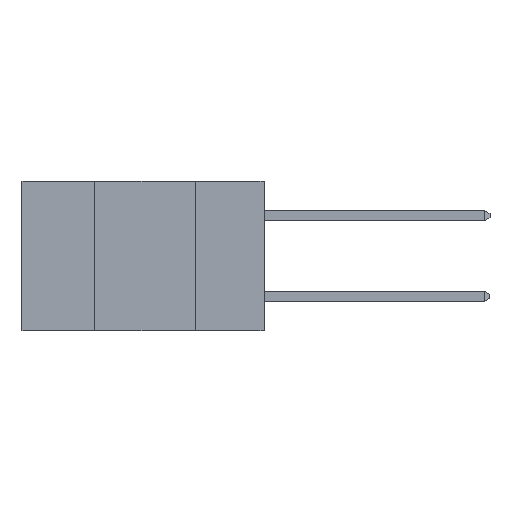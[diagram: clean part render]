
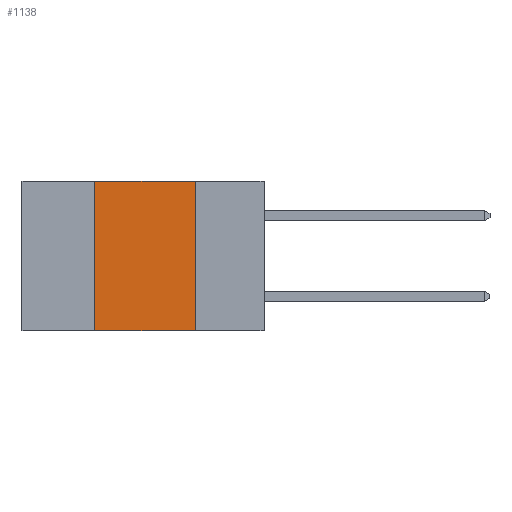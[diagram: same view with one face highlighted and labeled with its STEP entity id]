
A CAD part, left-side view. The second image highlights one B-rep face of the part: STEP entity #1138.
In plain terms, the highlighted planar face has unit normal (-1, 0, 0).
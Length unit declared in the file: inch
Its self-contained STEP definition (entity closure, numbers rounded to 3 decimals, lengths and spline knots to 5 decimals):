
#170 = CARTESIAN_POINT ( 'NONE',  ( 0., 0.6, -0.37 ) ) ;
#496 = LINE ( 'NONE', #8874, #3582 ) ;
#652 = VECTOR ( 'NONE', #6314, 39.37008 ) ;
#702 = CARTESIAN_POINT ( 'NONE',  ( 0., 0.42, -0.37 ) ) ;
#713 = VECTOR ( 'NONE', #4682, 39.37008 ) ;
#1039 = LINE ( 'NONE', #170, #713 ) ;
#1138 = ADVANCED_FACE ( 'NONE', ( #9463 ), #2761, .F. ) ;
#1356 = DIRECTION ( 'NONE',  ( 0., 0., -1. ) ) ;
#1691 = DIRECTION ( 'NONE',  ( 0., 0., 1. ) ) ;
#1737 = VERTEX_POINT ( 'NONE', #2344 ) ;
#2278 = EDGE_CURVE ( 'NONE', #7026, #5723, #1039, .T. ) ;
#2344 = CARTESIAN_POINT ( 'NONE',  ( 0., 0.17, 0. ) ) ;
#2732 = CARTESIAN_POINT ( 'NONE',  ( 0., 0.6, 0. ) ) ;
#2761 = PLANE ( 'NONE',  #9663 ) ;
#2778 = DIRECTION ( 'NONE',  ( 1., 0., 0. ) ) ;
#3582 = VECTOR ( 'NONE', #1691, 39.37008 ) ;
#3666 = ORIENTED_EDGE ( 'NONE', *, *, #2278, .T. ) ;
#3729 = LINE ( 'NONE', #11464, #652 ) ;
#4461 = ORIENTED_EDGE ( 'NONE', *, *, #10440, .F. ) ;
#4682 = DIRECTION ( 'NONE',  ( 0., -1., 0. ) ) ;
#5586 = VERTEX_POINT ( 'NONE', #6543 ) ;
#5723 = VERTEX_POINT ( 'NONE', #12005 ) ;
#6314 = DIRECTION ( 'NONE',  ( 0., 0., -1. ) ) ;
#6543 = CARTESIAN_POINT ( 'NONE',  ( 0., 0.42, 0. ) ) ;
#7026 = VERTEX_POINT ( 'NONE', #702 ) ;
#7986 = CARTESIAN_POINT ( 'NONE',  ( 0., 0.6, 0. ) ) ;
#8635 = ORIENTED_EDGE ( 'NONE', *, *, #11493, .F. ) ;
#8696 = EDGE_CURVE ( 'NONE', #7026, #5586, #496, .T. ) ;
#8874 = CARTESIAN_POINT ( 'NONE',  ( 0., 0.42, 0. ) ) ;
#9017 = DIRECTION ( 'NONE',  ( 0., -1., 0. ) ) ;
#9463 = FACE_OUTER_BOUND ( 'NONE', #10775, .T. ) ;
#9601 = VECTOR ( 'NONE', #9017, 39.37008 ) ;
#9663 = AXIS2_PLACEMENT_3D ( 'NONE', #2732, #2778, #1356 ) ;
#10440 = EDGE_CURVE ( 'NONE', #1737, #5723, #3729, .T. ) ;
#10775 = EDGE_LOOP ( 'NONE', ( #4461, #8635, #13166, #3666 ) ) ;
#11464 = CARTESIAN_POINT ( 'NONE',  ( 0., 0.17, 0. ) ) ;
#11493 = EDGE_CURVE ( 'NONE', #5586, #1737, #12389, .T. ) ;
#12005 = CARTESIAN_POINT ( 'NONE',  ( 0., 0.17, -0.37 ) ) ;
#12389 = LINE ( 'NONE', #7986, #9601 ) ;
#13166 = ORIENTED_EDGE ( 'NONE', *, *, #8696, .F. ) ;
